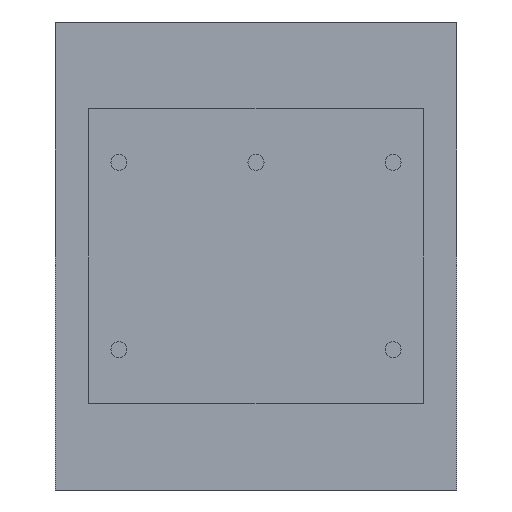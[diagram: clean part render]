
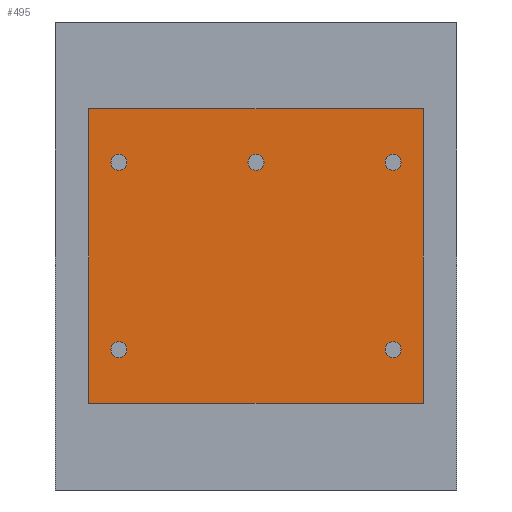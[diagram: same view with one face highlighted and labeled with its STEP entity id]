
A CAD part, front view. The second image highlights one B-rep face of the part: STEP entity #495.
In plain terms, the highlighted planar face has unit normal (0, -1, 0).
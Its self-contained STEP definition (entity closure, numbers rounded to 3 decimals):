
#3 = LINE ( 'NONE', #424, #466 ) ;
#14 = DIRECTION ( 'NONE',  ( 0., 0., -1. ) ) ;
#19 = EDGE_CURVE ( 'NONE', #920, #700, #597, .T. ) ;
#24 = DIRECTION ( 'NONE',  ( 0., 0., -1. ) ) ;
#28 = CARTESIAN_POINT ( 'NONE',  ( 10.25, 0., -7.6 ) ) ;
#36 = CARTESIAN_POINT ( 'NONE',  ( 10.25, 0., 7.6 ) ) ;
#39 = ORIENTED_EDGE ( 'NONE', *, *, #875, .F. ) ;
#46 = CARTESIAN_POINT ( 'NONE',  ( -10.25, 0., 6.4 ) ) ;
#51 = DIRECTION ( 'NONE',  ( 0., -1., 0. ) ) ;
#58 = ORIENTED_EDGE ( 'NONE', *, *, #622, .F. ) ;
#59 = CARTESIAN_POINT ( 'NONE',  ( 0., 0., 6.4 ) ) ;
#64 = AXIS2_PLACEMENT_3D ( 'NONE', #259, #770, #330 ) ;
#77 = DIRECTION ( 'NONE',  ( 0., -1., 0. ) ) ;
#86 = DIRECTION ( 'NONE',  ( 0., -1., 0. ) ) ;
#88 = CIRCLE ( 'NONE', #303, 0.6 ) ;
#109 = CARTESIAN_POINT ( 'NONE',  ( -10.25, 0., -7. ) ) ;
#113 = AXIS2_PLACEMENT_3D ( 'NONE', #747, #681, #24 ) ;
#127 = ORIENTED_EDGE ( 'NONE', *, *, #19, .F. ) ;
#129 = CARTESIAN_POINT ( 'NONE',  ( -10.25, 0., -7. ) ) ;
#137 = CIRCLE ( 'NONE', #64, 0.6 ) ;
#145 = ORIENTED_EDGE ( 'NONE', *, *, #647, .F. ) ;
#148 = CARTESIAN_POINT ( 'NONE',  ( -12.5, 0., -11. ) ) ;
#150 = EDGE_LOOP ( 'NONE', ( #197, #623 ) ) ;
#153 = CARTESIAN_POINT ( 'NONE',  ( 10.25, 0., -7. ) ) ;
#155 = EDGE_CURVE ( 'NONE', #786, #423, #884, .T. ) ;
#175 = EDGE_CURVE ( 'NONE', #257, #624, #695, .T. ) ;
#178 = LINE ( 'NONE', #605, #356 ) ;
#185 = LINE ( 'NONE', #463, #842 ) ;
#189 = VERTEX_POINT ( 'NONE', #246 ) ;
#190 = ORIENTED_EDGE ( 'NONE', *, *, #155, .F. ) ;
#196 = ORIENTED_EDGE ( 'NONE', *, *, #216, .F. ) ;
#197 = ORIENTED_EDGE ( 'NONE', *, *, #175, .F. ) ;
#208 = FACE_BOUND ( 'NONE', #471, .T. ) ;
#216 = EDGE_CURVE ( 'NONE', #730, #906, #178, .T. ) ;
#221 = ORIENTED_EDGE ( 'NONE', *, *, #857, .F. ) ;
#228 = CIRCLE ( 'NONE', #237, 0.6 ) ;
#234 = DIRECTION ( 'NONE',  ( 0., 0., -1. ) ) ;
#237 = AXIS2_PLACEMENT_3D ( 'NONE', #357, #77, #14 ) ;
#241 = FACE_BOUND ( 'NONE', #756, .T. ) ;
#246 = CARTESIAN_POINT ( 'NONE',  ( 0., 0., 7.6 ) ) ;
#249 = DIRECTION ( 'NONE',  ( 0., -1., 0. ) ) ;
#257 = VERTEX_POINT ( 'NONE', #606 ) ;
#259 = CARTESIAN_POINT ( 'NONE',  ( -10.25, 0., 7. ) ) ;
#266 = FACE_BOUND ( 'NONE', #150, .T. ) ;
#271 = CIRCLE ( 'NONE', #563, 0.6 ) ;
#280 = CARTESIAN_POINT ( 'NONE',  ( 10.25, 0., 7. ) ) ;
#285 = DIRECTION ( 'NONE',  ( 0., 0., -1. ) ) ;
#303 = AXIS2_PLACEMENT_3D ( 'NONE', #442, #742, #677 ) ;
#319 = EDGE_CURVE ( 'NONE', #344, #486, #137, .T. ) ;
#330 = DIRECTION ( 'NONE',  ( 0., 0., -1. ) ) ;
#335 = AXIS2_PLACEMENT_3D ( 'NONE', #373, #604, #385 ) ;
#344 = VERTEX_POINT ( 'NONE', #46 ) ;
#350 = EDGE_LOOP ( 'NONE', ( #39, #492 ) ) ;
#356 = VECTOR ( 'NONE', #458, 1000. ) ;
#357 = CARTESIAN_POINT ( 'NONE',  ( 0., 0., 7. ) ) ;
#372 = EDGE_CURVE ( 'NONE', #906, #786, #185, .T. ) ;
#373 = CARTESIAN_POINT ( 'NONE',  ( -10.25, 0., 7. ) ) ;
#383 = CARTESIAN_POINT ( 'NONE',  ( -12.5, 0., 11. ) ) ;
#385 = DIRECTION ( 'NONE',  ( 0., 0., -1. ) ) ;
#393 = AXIS2_PLACEMENT_3D ( 'NONE', #109, #821, #829 ) ;
#411 = AXIS2_PLACEMENT_3D ( 'NONE', #153, #722, #285 ) ;
#423 = VERTEX_POINT ( 'NONE', #568 ) ;
#424 = CARTESIAN_POINT ( 'NONE',  ( -12.5, 0., 11. ) ) ;
#426 = CIRCLE ( 'NONE', #335, 0.6 ) ;
#428 = DIRECTION ( 'NONE',  ( 0., 0., -1. ) ) ;
#440 = VECTOR ( 'NONE', #500, 1000. ) ;
#442 = CARTESIAN_POINT ( 'NONE',  ( 10.25, 0., 7. ) ) ;
#458 = DIRECTION ( 'NONE',  ( 1., 0., 0. ) ) ;
#463 = CARTESIAN_POINT ( 'NONE',  ( 12.5, 0., 11. ) ) ;
#466 = VECTOR ( 'NONE', #806, 1000. ) ;
#471 = EDGE_LOOP ( 'NONE', ( #704, #145 ) ) ;
#478 = ORIENTED_EDGE ( 'NONE', *, *, #372, .F. ) ;
#480 = CARTESIAN_POINT ( 'NONE',  ( -10.25, 0., 7.6 ) ) ;
#486 = VERTEX_POINT ( 'NONE', #480 ) ;
#492 = ORIENTED_EDGE ( 'NONE', *, *, #319, .F. ) ;
#495 = ADVANCED_FACE ( 'NONE', ( #208, #266, #559, #889, #241, #535 ), #518, .T. ) ;
#500 = DIRECTION ( 'NONE',  ( -1., 0., 0. ) ) ;
#518 = PLANE ( 'NONE',  #801 ) ;
#535 = FACE_OUTER_BOUND ( 'NONE', #899, .T. ) ;
#557 = ORIENTED_EDGE ( 'NONE', *, *, #635, .F. ) ;
#559 = FACE_BOUND ( 'NONE', #350, .T. ) ;
#563 = AXIS2_PLACEMENT_3D ( 'NONE', #280, #86, #428 ) ;
#564 = VERTEX_POINT ( 'NONE', #796 ) ;
#568 = CARTESIAN_POINT ( 'NONE',  ( -12.5, 0., -11. ) ) ;
#591 = CIRCLE ( 'NONE', #832, 0.6 ) ;
#597 = CIRCLE ( 'NONE', #411, 0.6 ) ;
#599 = DIRECTION ( 'NONE',  ( 0., 0., -1. ) ) ;
#604 = DIRECTION ( 'NONE',  ( 0., -1., 0. ) ) ;
#605 = CARTESIAN_POINT ( 'NONE',  ( -12.5, 0., 11. ) ) ;
#606 = CARTESIAN_POINT ( 'NONE',  ( -10.25, 0., -6.4 ) ) ;
#609 = ORIENTED_EDGE ( 'NONE', *, *, #783, .F. ) ;
#622 = EDGE_CURVE ( 'NONE', #423, #730, #3, .T. ) ;
#623 = ORIENTED_EDGE ( 'NONE', *, *, #793, .F. ) ;
#624 = VERTEX_POINT ( 'NONE', #790 ) ;
#635 = EDGE_CURVE ( 'NONE', #905, #564, #271, .T. ) ;
#637 = DIRECTION ( 'NONE',  ( 0., 0., -1. ) ) ;
#647 = EDGE_CURVE ( 'NONE', #822, #189, #228, .T. ) ;
#675 = CARTESIAN_POINT ( 'NONE',  ( 10.25, 0., -7. ) ) ;
#677 = DIRECTION ( 'NONE',  ( 0., 0., -1. ) ) ;
#681 = DIRECTION ( 'NONE',  ( 0., -1., 0. ) ) ;
#695 = CIRCLE ( 'NONE', #393, 0.6 ) ;
#700 = VERTEX_POINT ( 'NONE', #28 ) ;
#704 = ORIENTED_EDGE ( 'NONE', *, *, #737, .F. ) ;
#722 = DIRECTION ( 'NONE',  ( 0., -1., 0. ) ) ;
#730 = VERTEX_POINT ( 'NONE', #383 ) ;
#737 = EDGE_CURVE ( 'NONE', #189, #822, #761, .T. ) ;
#741 = CARTESIAN_POINT ( 'NONE',  ( 0., 0., 0. ) ) ;
#742 = DIRECTION ( 'NONE',  ( 0., -1., 0. ) ) ;
#747 = CARTESIAN_POINT ( 'NONE',  ( 0., 0., 7. ) ) ;
#756 = EDGE_LOOP ( 'NONE', ( #127, #609 ) ) ;
#761 = CIRCLE ( 'NONE', #113, 0.6 ) ;
#764 = DIRECTION ( 'NONE',  ( 0., 0., -1. ) ) ;
#770 = DIRECTION ( 'NONE',  ( 0., -1., 0. ) ) ;
#778 = CIRCLE ( 'NONE', #797, 0.6 ) ;
#783 = EDGE_CURVE ( 'NONE', #700, #920, #778, .T. ) ;
#786 = VERTEX_POINT ( 'NONE', #833 ) ;
#790 = CARTESIAN_POINT ( 'NONE',  ( -10.25, 0., -7.6 ) ) ;
#793 = EDGE_CURVE ( 'NONE', #624, #257, #591, .T. ) ;
#796 = CARTESIAN_POINT ( 'NONE',  ( 10.25, 0., 6.4 ) ) ;
#797 = AXIS2_PLACEMENT_3D ( 'NONE', #675, #249, #599 ) ;
#801 = AXIS2_PLACEMENT_3D ( 'NONE', #741, #826, #234 ) ;
#806 = DIRECTION ( 'NONE',  ( 0., 0., 1. ) ) ;
#821 = DIRECTION ( 'NONE',  ( 0., -1., 0. ) ) ;
#822 = VERTEX_POINT ( 'NONE', #59 ) ;
#824 = CARTESIAN_POINT ( 'NONE',  ( 12.5, 0., 11. ) ) ;
#826 = DIRECTION ( 'NONE',  ( 0., -1., 0. ) ) ;
#829 = DIRECTION ( 'NONE',  ( 0., 0., -1. ) ) ;
#832 = AXIS2_PLACEMENT_3D ( 'NONE', #129, #51, #637 ) ;
#833 = CARTESIAN_POINT ( 'NONE',  ( 12.5, 0., -11. ) ) ;
#835 = EDGE_LOOP ( 'NONE', ( #557, #221 ) ) ;
#842 = VECTOR ( 'NONE', #764, 1000. ) ;
#857 = EDGE_CURVE ( 'NONE', #564, #905, #88, .T. ) ;
#875 = EDGE_CURVE ( 'NONE', #486, #344, #426, .T. ) ;
#884 = LINE ( 'NONE', #148, #440 ) ;
#887 = CARTESIAN_POINT ( 'NONE',  ( 10.25, 0., -6.4 ) ) ;
#889 = FACE_BOUND ( 'NONE', #835, .T. ) ;
#899 = EDGE_LOOP ( 'NONE', ( #478, #196, #58, #190 ) ) ;
#905 = VERTEX_POINT ( 'NONE', #36 ) ;
#906 = VERTEX_POINT ( 'NONE', #824 ) ;
#920 = VERTEX_POINT ( 'NONE', #887 ) ;
